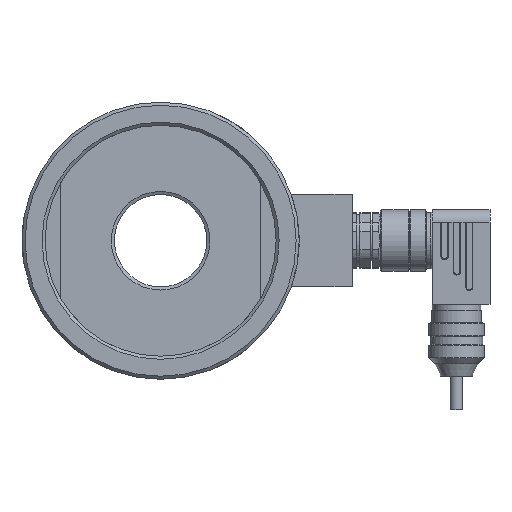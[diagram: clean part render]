
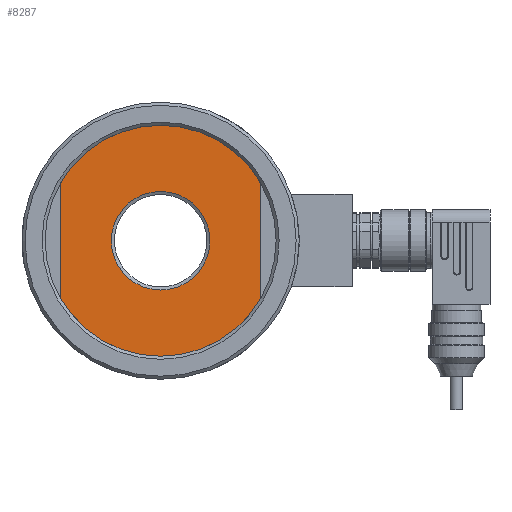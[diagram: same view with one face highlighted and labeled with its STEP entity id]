
A CAD part, front view. The second image highlights one B-rep face of the part: STEP entity #8287.
In plain terms, the highlighted planar face has unit normal (0, -1, 0).
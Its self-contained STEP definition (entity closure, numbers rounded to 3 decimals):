
#72 = EDGE_CURVE ( 'NONE', #5340, #4884, #10155, .T. ) ;
#117 = ORIENTED_EDGE ( 'NONE', *, *, #3840, .F. ) ;
#678 = AXIS2_PLACEMENT_3D ( 'NONE', #3917, #3060, #10445 ) ;
#926 = ORIENTED_EDGE ( 'NONE', *, *, #1502, .T. ) ;
#1128 = CARTESIAN_POINT ( 'NONE',  ( 0., 0., 0. ) ) ;
#1337 = DIRECTION ( 'NONE',  ( 0., 0., 1. ) ) ;
#1502 = EDGE_CURVE ( 'NONE', #1613, #9888, #10428, .T. ) ;
#1613 = VERTEX_POINT ( 'NONE', #7175 ) ;
#1618 = ORIENTED_EDGE ( 'NONE', *, *, #72, .T. ) ;
#1819 = DIRECTION ( 'NONE',  ( 0., 0., -1. ) ) ;
#2034 = DIRECTION ( 'NONE',  ( 0., -1., 0. ) ) ;
#2139 = FACE_OUTER_BOUND ( 'NONE', #9582, .T. ) ;
#2704 = CARTESIAN_POINT ( 'NONE',  ( -32.5, 0., 18.708 ) ) ;
#3060 = DIRECTION ( 'NONE',  ( 0., -1., 0. ) ) ;
#3251 = DIRECTION ( 'NONE',  ( 0., 0., 1. ) ) ;
#3423 = AXIS2_PLACEMENT_3D ( 'NONE', #7071, #10342, #7278 ) ;
#3455 = EDGE_LOOP ( 'NONE', ( #5213 ) ) ;
#3840 = EDGE_CURVE ( 'NONE', #1613, #4884, #6559, .T. ) ;
#3917 = CARTESIAN_POINT ( 'NONE',  ( 0., 0., 0. ) ) ;
#4016 = DIRECTION ( 'NONE',  ( 0., 0., 1. ) ) ;
#4529 = CARTESIAN_POINT ( 'NONE',  ( 0., 0., -16. ) ) ;
#4608 = CIRCLE ( 'NONE', #678, 16. ) ;
#4812 = AXIS2_PLACEMENT_3D ( 'NONE', #8770, #7009, #1337 ) ;
#4884 = VERTEX_POINT ( 'NONE', #2704 ) ;
#5144 = VECTOR ( 'NONE', #3251, 1000. ) ;
#5213 = ORIENTED_EDGE ( 'NONE', *, *, #6676, .F. ) ;
#5340 = VERTEX_POINT ( 'NONE', #6697 ) ;
#5354 = CARTESIAN_POINT ( 'NONE',  ( 32.5, 0., -18.708 ) ) ;
#5506 = FACE_BOUND ( 'NONE', #3455, .T. ) ;
#5654 = CARTESIAN_POINT ( 'NONE',  ( -32.5, 0., -25. ) ) ;
#6256 = LINE ( 'NONE', #8981, #8656 ) ;
#6559 = LINE ( 'NONE', #5654, #5144 ) ;
#6676 = EDGE_CURVE ( 'NONE', #6925, #6925, #4608, .T. ) ;
#6697 = CARTESIAN_POINT ( 'NONE',  ( 32.5, 0., 18.708 ) ) ;
#6925 = VERTEX_POINT ( 'NONE', #4529 ) ;
#7009 = DIRECTION ( 'NONE',  ( 0., 1., 0. ) ) ;
#7071 = CARTESIAN_POINT ( 'NONE',  ( 0., 0., 0. ) ) ;
#7175 = CARTESIAN_POINT ( 'NONE',  ( -32.5, 0., -18.708 ) ) ;
#7278 = DIRECTION ( 'NONE',  ( 0., 0., -1. ) ) ;
#7966 = PLANE ( 'NONE',  #4812 ) ;
#8263 = AXIS2_PLACEMENT_3D ( 'NONE', #1128, #2034, #1819 ) ;
#8287 = ADVANCED_FACE ( 'NONE', ( #5506, #2139 ), #7966, .F. ) ;
#8419 = EDGE_CURVE ( 'NONE', #9888, #5340, #6256, .T. ) ;
#8656 = VECTOR ( 'NONE', #4016, 1000. ) ;
#8770 = CARTESIAN_POINT ( 'NONE',  ( 0., 0., 0. ) ) ;
#8981 = CARTESIAN_POINT ( 'NONE',  ( 32.5, 0., -25. ) ) ;
#9582 = EDGE_LOOP ( 'NONE', ( #1618, #117, #926, #9823 ) ) ;
#9823 = ORIENTED_EDGE ( 'NONE', *, *, #8419, .T. ) ;
#9888 = VERTEX_POINT ( 'NONE', #5354 ) ;
#10155 = CIRCLE ( 'NONE', #8263, 37.5 ) ;
#10342 = DIRECTION ( 'NONE',  ( 0., -1., 0. ) ) ;
#10428 = CIRCLE ( 'NONE', #3423, 37.5 ) ;
#10445 = DIRECTION ( 'NONE',  ( 0., 0., -1. ) ) ;
